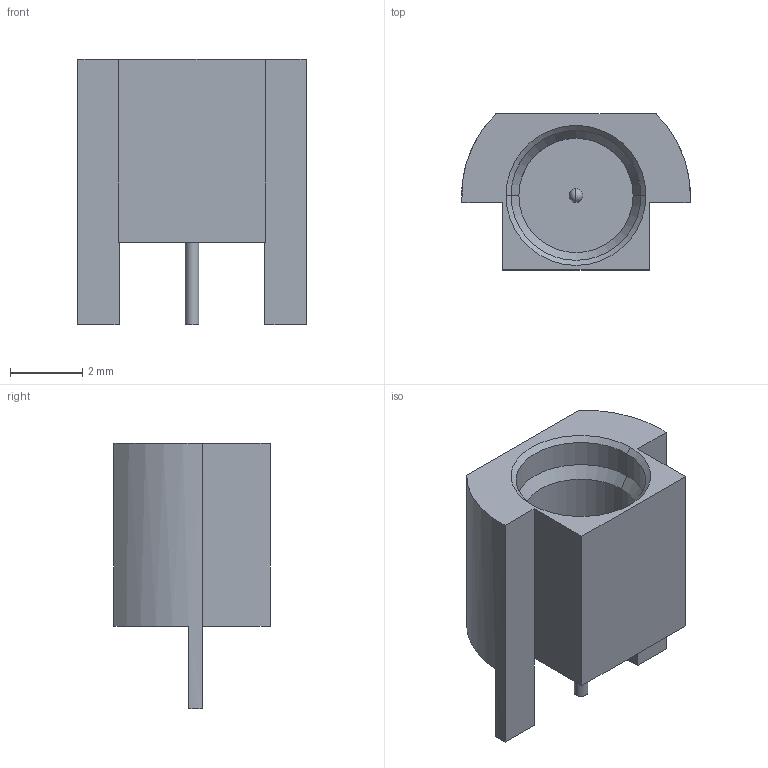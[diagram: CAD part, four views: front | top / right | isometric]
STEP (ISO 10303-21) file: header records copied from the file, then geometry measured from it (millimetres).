
FILE_DESCRIPTION (( 'STEP AP214' ), '1' );
FILE_NAME ('1211-66139.STEP', '2015-07-29T17:54:58', ( 'image' ), ( '' ), 'SwSTEP 2.0', 'SolidWorks 2014', '' );
FILE_SCHEMA (( 'AUTOMOTIVE_DESIGN' ));
Length unit declared in the file: inch
Products named in the file (1): 1211-66139
Bounding box: 6.35 x 4.34 x 7.37 mm (x, y, z)
Volume: 88.8 mm3; surface area: 190.3 mm2
Topology: 1 solids, 1 shells, 36 faces, 87 edges, 55 vertices
Faces by surface type: plane 17, cylinder 11, cone 6, sphere 2
Entity records: 1538 total; most frequent: DIRECTION 193, CARTESIAN_POINT 177, ORIENTED_EDGE 170, EDGE_CURVE 85, AXIS2_PLACEMENT_3D 71, VERTEX_POINT 55, VECTOR 51, LINE 51
